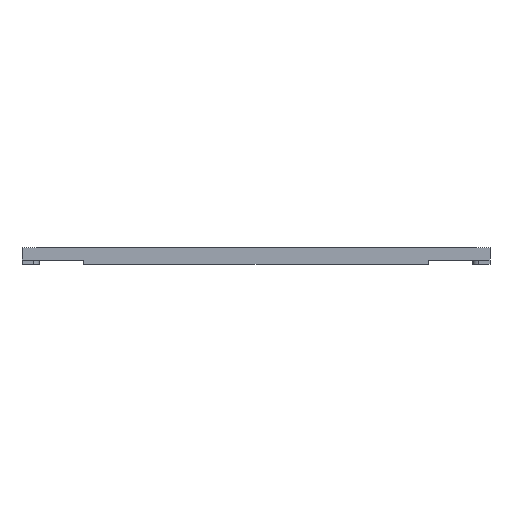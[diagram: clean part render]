
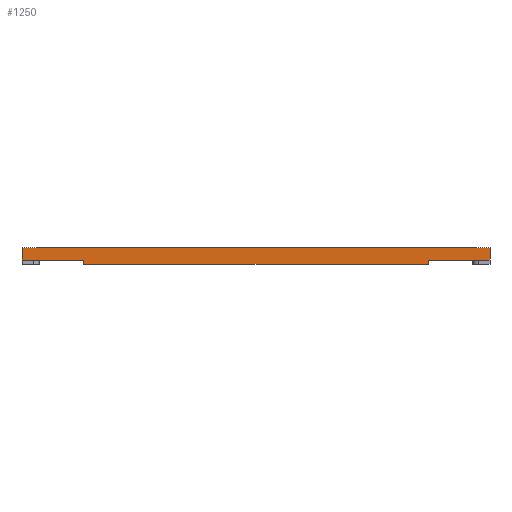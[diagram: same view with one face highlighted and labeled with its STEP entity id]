
A CAD part, front view. The second image highlights one B-rep face of the part: STEP entity #1250.
In plain terms, the highlighted planar face has unit normal (0, -1, 0).
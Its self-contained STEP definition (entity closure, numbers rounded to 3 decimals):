
#71 = EDGE_CURVE('',#72,#74,#76,.T.);
#72 = VERTEX_POINT('',#73);
#73 = CARTESIAN_POINT('',(0.,0.,2.));
#74 = VERTEX_POINT('',#75);
#75 = CARTESIAN_POINT('',(76.,0.,2.));
#76 = LINE('',#77,#78);
#77 = CARTESIAN_POINT('',(0.,0.,2.));
#78 = VECTOR('',#79,1.);
#79 = DIRECTION('',(1.,0.,0.));
#1250 = ADVANCED_FACE('',(#1251),#1308,.T.);
#1251 = FACE_BOUND('',#1252,.T.);
#1252 = EDGE_LOOP('',(#1253,#1261,#1269,#1277,#1285,#1293,#1301,#1307));
#1253 = ORIENTED_EDGE('',*,*,#1254,.F.);
#1254 = EDGE_CURVE('',#1255,#72,#1257,.T.);
#1255 = VERTEX_POINT('',#1256);
#1256 = CARTESIAN_POINT('',(0.,0.,0.));
#1257 = LINE('',#1258,#1259);
#1258 = CARTESIAN_POINT('',(0.,0.,0.));
#1259 = VECTOR('',#1260,1.);
#1260 = DIRECTION('',(0.,0.,1.));
#1261 = ORIENTED_EDGE('',*,*,#1262,.T.);
#1262 = EDGE_CURVE('',#1255,#1263,#1265,.T.);
#1263 = VERTEX_POINT('',#1264);
#1264 = CARTESIAN_POINT('',(10.,0.,0.));
#1265 = LINE('',#1266,#1267);
#1266 = CARTESIAN_POINT('',(0.,0.,0.));
#1267 = VECTOR('',#1268,1.);
#1268 = DIRECTION('',(1.,0.,0.));
#1269 = ORIENTED_EDGE('',*,*,#1270,.T.);
#1270 = EDGE_CURVE('',#1263,#1271,#1273,.T.);
#1271 = VERTEX_POINT('',#1272);
#1272 = CARTESIAN_POINT('',(10.,0.,-0.7));
#1273 = LINE('',#1274,#1275);
#1274 = CARTESIAN_POINT('',(10.,0.,0.));
#1275 = VECTOR('',#1276,1.);
#1276 = DIRECTION('',(0.,0.,-1.));
#1277 = ORIENTED_EDGE('',*,*,#1278,.T.);
#1278 = EDGE_CURVE('',#1271,#1279,#1281,.T.);
#1279 = VERTEX_POINT('',#1280);
#1280 = CARTESIAN_POINT('',(66.,0.,-0.7));
#1281 = LINE('',#1282,#1283);
#1282 = CARTESIAN_POINT('',(10.,0.,-0.7));
#1283 = VECTOR('',#1284,1.);
#1284 = DIRECTION('',(1.,0.,0.));
#1285 = ORIENTED_EDGE('',*,*,#1286,.F.);
#1286 = EDGE_CURVE('',#1287,#1279,#1289,.T.);
#1287 = VERTEX_POINT('',#1288);
#1288 = CARTESIAN_POINT('',(66.,0.,0.));
#1289 = LINE('',#1290,#1291);
#1290 = CARTESIAN_POINT('',(66.,0.,0.));
#1291 = VECTOR('',#1292,1.);
#1292 = DIRECTION('',(0.,0.,-1.));
#1293 = ORIENTED_EDGE('',*,*,#1294,.T.);
#1294 = EDGE_CURVE('',#1287,#1295,#1297,.T.);
#1295 = VERTEX_POINT('',#1296);
#1296 = CARTESIAN_POINT('',(76.,0.,0.));
#1297 = LINE('',#1298,#1299);
#1298 = CARTESIAN_POINT('',(0.,0.,0.));
#1299 = VECTOR('',#1300,1.);
#1300 = DIRECTION('',(1.,0.,0.));
#1301 = ORIENTED_EDGE('',*,*,#1302,.T.);
#1302 = EDGE_CURVE('',#1295,#74,#1303,.T.);
#1303 = LINE('',#1304,#1305);
#1304 = CARTESIAN_POINT('',(76.,0.,0.));
#1305 = VECTOR('',#1306,1.);
#1306 = DIRECTION('',(0.,0.,1.));
#1307 = ORIENTED_EDGE('',*,*,#71,.F.);
#1308 = PLANE('',#1309);
#1309 = AXIS2_PLACEMENT_3D('',#1310,#1311,#1312);
#1310 = CARTESIAN_POINT('',(38.,0.,0.739));
#1311 = DIRECTION('',(-0.,-1.,-0.));
#1312 = DIRECTION('',(0.,0.,-1.));
